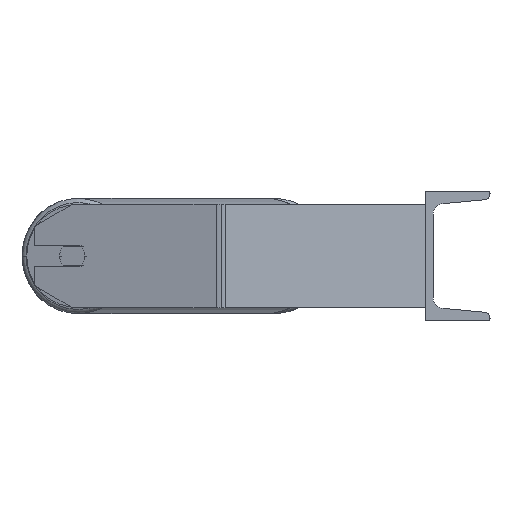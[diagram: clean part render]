
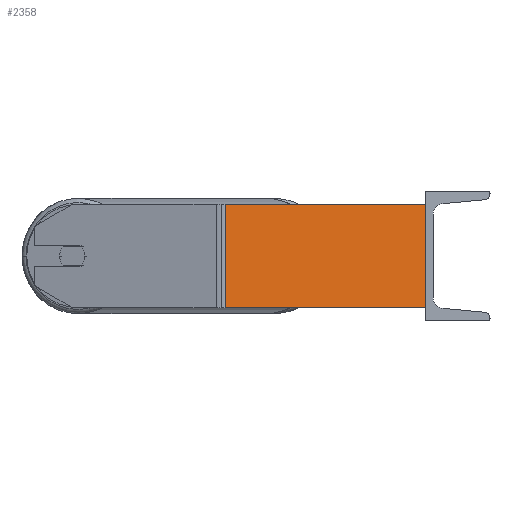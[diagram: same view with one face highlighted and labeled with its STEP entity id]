
A CAD part, left-side view. The second image highlights one B-rep face of the part: STEP entity #2358.
In plain terms, the highlighted planar face has unit normal (-0.985, -0.174, 0).
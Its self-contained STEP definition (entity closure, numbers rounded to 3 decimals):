
#34 = VERTEX_POINT ( 'NONE', #2347 ) ;
#39 = ORIENTED_EDGE ( 'NONE', *, *, #5536, .T. ) ;
#160 = CARTESIAN_POINT ( 'NONE',  ( -885., 0., 40. ) ) ;
#164 = EDGE_CURVE ( 'NONE', #34, #2390, #1282, .T. ) ;
#351 = CARTESIAN_POINT ( 'NONE',  ( -912.244, 154.509, 40. ) ) ;
#1006 = DIRECTION ( 'NONE',  ( 0., 0., -1. ) ) ;
#1282 = LINE ( 'NONE', #9045, #4046 ) ;
#1438 = ORIENTED_EDGE ( 'NONE', *, *, #1478, .F. ) ;
#1478 = EDGE_CURVE ( 'NONE', #4054, #3178, #7020, .T. ) ;
#1924 = DIRECTION ( 'NONE',  ( 0.985, 0.174, 0. ) ) ;
#2347 = CARTESIAN_POINT ( 'NONE',  ( -912.244, 154.509, -40. ) ) ;
#2358 = ADVANCED_FACE ( 'NONE', ( #2618 ), #6954, .F. ) ;
#2390 = VERTEX_POINT ( 'NONE', #5465 ) ;
#2429 = DIRECTION ( 'NONE',  ( 0., 0., -1. ) ) ;
#2618 = FACE_OUTER_BOUND ( 'NONE', #5602, .T. ) ;
#3178 = VERTEX_POINT ( 'NONE', #160 ) ;
#3486 = VECTOR ( 'NONE', #7767, 1000. ) ;
#3746 = ORIENTED_EDGE ( 'NONE', *, *, #164, .T. ) ;
#3891 = LINE ( 'NONE', #6814, #5221 ) ;
#4046 = VECTOR ( 'NONE', #7558, 1000. ) ;
#4054 = VERTEX_POINT ( 'NONE', #351 ) ;
#4810 = AXIS2_PLACEMENT_3D ( 'NONE', #8262, #1924, #6916 ) ;
#4915 = CARTESIAN_POINT ( 'NONE',  ( -912.86, 158.002, 40. ) ) ;
#5221 = VECTOR ( 'NONE', #1006, 1000. ) ;
#5465 = CARTESIAN_POINT ( 'NONE',  ( -885., 0., -40. ) ) ;
#5536 = EDGE_CURVE ( 'NONE', #4054, #34, #3891, .T. ) ;
#5602 = EDGE_LOOP ( 'NONE', ( #3746, #6707, #1438, #39 ) ) ;
#6497 = CARTESIAN_POINT ( 'NONE',  ( -885., 0., 40. ) ) ;
#6707 = ORIENTED_EDGE ( 'NONE', *, *, #6908, .F. ) ;
#6814 = CARTESIAN_POINT ( 'NONE',  ( -912.244, 154.509, 40. ) ) ;
#6886 = VECTOR ( 'NONE', #2429, 1000. ) ;
#6908 = EDGE_CURVE ( 'NONE', #3178, #2390, #8767, .T. ) ;
#6916 = DIRECTION ( 'NONE',  ( -0.174, 0.985, 0. ) ) ;
#6954 = PLANE ( 'NONE',  #4810 ) ;
#7020 = LINE ( 'NONE', #4915, #3486 ) ;
#7558 = DIRECTION ( 'NONE',  ( 0.174, -0.985, 0. ) ) ;
#7767 = DIRECTION ( 'NONE',  ( 0.174, -0.985, 0. ) ) ;
#8262 = CARTESIAN_POINT ( 'NONE',  ( -912.86, 158.002, 40. ) ) ;
#8767 = LINE ( 'NONE', #6497, #6886 ) ;
#9045 = CARTESIAN_POINT ( 'NONE',  ( -912.86, 158.002, -40. ) ) ;
